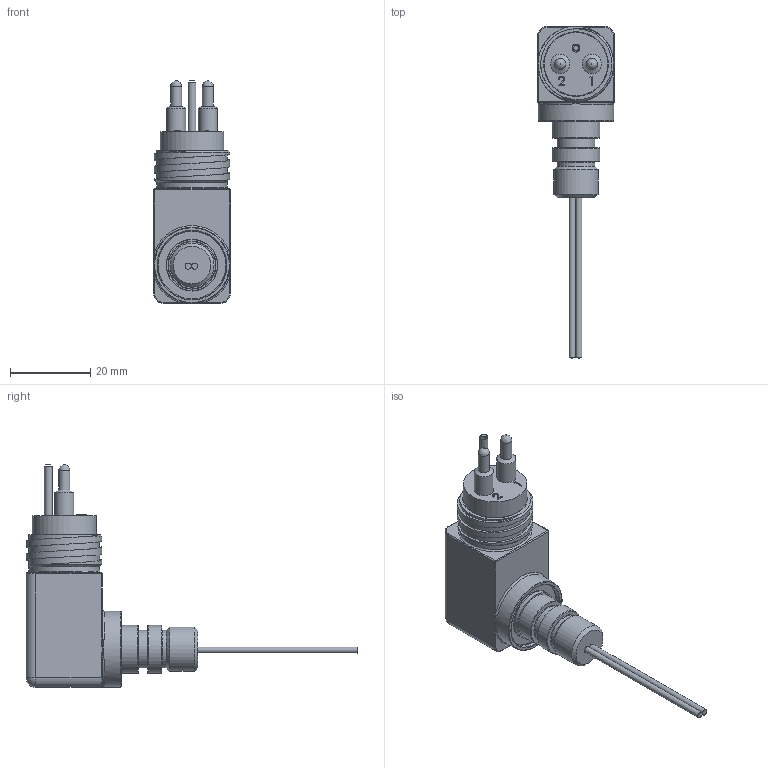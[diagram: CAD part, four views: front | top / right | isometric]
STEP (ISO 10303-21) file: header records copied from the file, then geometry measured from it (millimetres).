
FILE_DESCRIPTION(/* description */ (''),/* implementation_level */ '2;1');
FILE_NAME(/* name */ 'MCBHRA2MAS 2 O-ring.stp',/* time_stamp */ '2022-07-13T09:01:41+02:00',/* author */ ('sh'),/* organization */ (''),/* preprocessor_version */ 'ST-DEVELOPER v17',/* originating_system */ 'Autodesk Inventor 2019',/* authorisation */ '');
FILE_SCHEMA (('AUTOMOTIVE_DESIGN { 1 0 10303 214 3 1 1 }'));
Length unit declared in the file: millimetre
Products named in the file (1): MCBHRA2MAS 2 O-ring
Bounding box: 19.05 x 82.85 x 55.56 mm (x, y, z)
Volume: 16894 mm3; surface area: 5823 mm2
Topology: 1 solids, 2 shells, 137 faces, 342 edges, 224 vertices
Faces by surface type: plane 43, cylinder 40, bspline 22, torus 19, cone 9, sphere 4
Full cylindrical faces by diameter (mm): 1.524 x2, 1.981 x1, 2.779 x2, 4.801 x2, 7.239 x1, 9.398 x2, 11.024 x1, 11.938 x2, 12.7 x1, 15.875 x1, 16.129 x1, 17.145 x1, 17.628 x2, 18.847 x2, 18.923 x1
Entity records: 5756 total; most frequent: CARTESIAN_POINT 2287, DIRECTION 694, ORIENTED_EDGE 676, EDGE_CURVE 338, AXIS2_PLACEMENT_3D 293, VERTEX_POINT 224, CIRCLE 177, EDGE_LOOP 156
